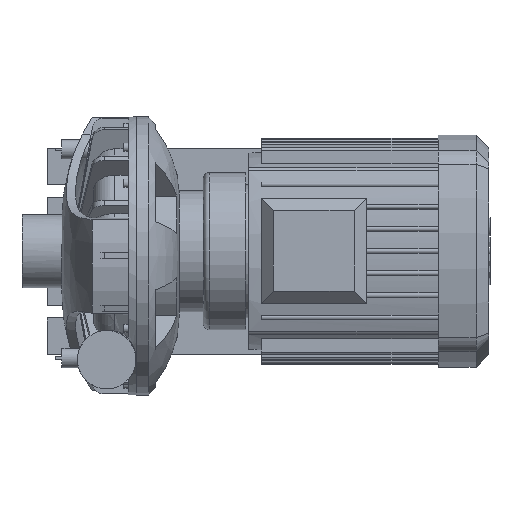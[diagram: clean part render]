
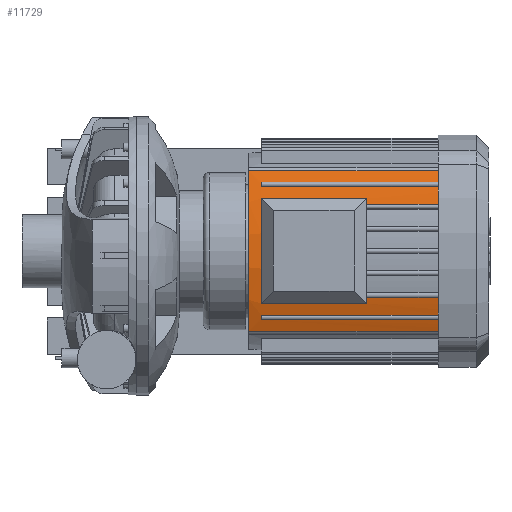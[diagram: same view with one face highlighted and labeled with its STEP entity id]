
A CAD part, top view. The second image highlights one B-rep face of the part: STEP entity #11729.
In plain terms, the highlighted cylindrical face has radius 183.745 mm (diameter 367.49 mm), a partial arc.
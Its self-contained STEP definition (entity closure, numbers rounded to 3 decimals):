
#859=CIRCLE($,#12512,183.745);
#869=CIRCLE($,#12522,183.745);
#895=CIRCLE($,#12591,183.745);
#898=CIRCLE($,#12598,183.745);
#907=CIRCLE($,#12617,183.745);
#950=CIRCLE($,#12690,183.745);
#951=CIRCLE($,#12691,183.745);
#952=CIRCLE($,#12692,183.745);
#953=CIRCLE($,#12693,183.745);
#984=CIRCLE($,#12739,183.745);
#1511=FACE_OUTER_BOUND($,#2227,.T.);
#2227=EDGE_LOOP($,(#10180,#10181,#10182,#10183,#10184,#10185,#10186,#10187,
#10188,#10189,#10190,#10191,#10192,#10193,#10194,#10195,#10196,#10197,#10198,
#10199));
#3036=LINE($,#19694,#4215);
#3052=LINE($,#19748,#4231);
#3058=LINE($,#19759,#4237);
#3131=LINE($,#19962,#4310);
#3136=LINE($,#19977,#4315);
#3140=LINE($,#19986,#4319);
#3144=LINE($,#20000,#4323);
#3174=LINE($,#20091,#4353);
#3263=LINE($,#20415,#4442);
#3264=LINE($,#20417,#4443);
#4215=VECTOR($,#14703,86.85);
#4231=VECTOR($,#14745,86.85);
#4237=VECTOR($,#14755,59.45);
#4310=VECTOR($,#14950,59.45);
#4315=VECTOR($,#14967,146.3);
#4319=VECTOR($,#14973,146.3);
#4323=VECTOR($,#14989,146.3);
#4353=VECTOR($,#15077,146.3);
#4442=VECTOR($,#15420,156.75);
#4443=VECTOR($,#15423,156.75);
#5501=VERTEX_POINT($,#19692);
#5502=VERTEX_POINT($,#19693);
#5505=VERTEX_POINT($,#19701);
#5524=VERTEX_POINT($,#19739);
#5525=VERTEX_POINT($,#19741);
#5527=VERTEX_POINT($,#19747);
#5530=VERTEX_POINT($,#19757);
#5599=VERTEX_POINT($,#19961);
#5602=VERTEX_POINT($,#19975);
#5603=VERTEX_POINT($,#19976);
#5606=VERTEX_POINT($,#19984);
#5607=VERTEX_POINT($,#19985);
#5610=VERTEX_POINT($,#19998);
#5611=VERTEX_POINT($,#19999);
#5635=VERTEX_POINT($,#20062);
#5643=VERTEX_POINT($,#20090);
#5688=VERTEX_POINT($,#20235);
#5689=VERTEX_POINT($,#20240);
#5738=VERTEX_POINT($,#20370);
#5739=VERTEX_POINT($,#20372);
#6925=EDGE_CURVE($,#5501,#5502,#3036,.T.);
#6929=EDGE_CURVE($,#5505,#5501,#859,.T.);
#6949=EDGE_CURVE($,#5525,#5524,#869,.T.);
#6952=EDGE_CURVE($,#5527,#5525,#3052,.T.);
#6958=EDGE_CURVE($,#5524,#5530,#3058,.T.);
#7055=EDGE_CURVE($,#5599,#5505,#3131,.T.);
#7061=EDGE_CURVE($,#5502,#5527,#895,.T.);
#7062=EDGE_CURVE($,#5602,#5603,#3136,.T.);
#7066=EDGE_CURVE($,#5606,#5607,#3140,.T.);
#7072=EDGE_CURVE($,#5603,#5606,#898,.T.);
#7073=EDGE_CURVE($,#5610,#5611,#3144,.T.);
#7103=EDGE_CURVE($,#5611,#5635,#907,.T.);
#7117=EDGE_CURVE($,#5635,#5643,#3174,.T.);
#7194=EDGE_CURVE($,#5688,#5643,#950,.T.);
#7195=EDGE_CURVE($,#5610,#5530,#951,.T.);
#7196=EDGE_CURVE($,#5599,#5607,#952,.T.);
#7197=EDGE_CURVE($,#5602,#5689,#953,.T.);
#7264=EDGE_CURVE($,#5739,#5738,#984,.T.);
#7288=EDGE_CURVE($,#5688,#5739,#3263,.T.);
#7289=EDGE_CURVE($,#5689,#5738,#3264,.T.);
#10180=ORIENTED_EDGE($,*,*,#7061,.T.);
#10181=ORIENTED_EDGE($,*,*,#6952,.T.);
#10182=ORIENTED_EDGE($,*,*,#6949,.T.);
#10183=ORIENTED_EDGE($,*,*,#6958,.T.);
#10184=ORIENTED_EDGE($,*,*,#7195,.F.);
#10185=ORIENTED_EDGE($,*,*,#7073,.T.);
#10186=ORIENTED_EDGE($,*,*,#7103,.T.);
#10187=ORIENTED_EDGE($,*,*,#7117,.T.);
#10188=ORIENTED_EDGE($,*,*,#7194,.F.);
#10189=ORIENTED_EDGE($,*,*,#7288,.T.);
#10190=ORIENTED_EDGE($,*,*,#7264,.T.);
#10191=ORIENTED_EDGE($,*,*,#7289,.F.);
#10192=ORIENTED_EDGE($,*,*,#7197,.F.);
#10193=ORIENTED_EDGE($,*,*,#7062,.T.);
#10194=ORIENTED_EDGE($,*,*,#7072,.T.);
#10195=ORIENTED_EDGE($,*,*,#7066,.T.);
#10196=ORIENTED_EDGE($,*,*,#7196,.F.);
#10197=ORIENTED_EDGE($,*,*,#7055,.T.);
#10198=ORIENTED_EDGE($,*,*,#6929,.T.);
#10199=ORIENTED_EDGE($,*,*,#6925,.T.);
#11241=CYLINDRICAL_SURFACE($,#12756,183.745);
#11729=ADVANCED_FACE($,(#1511),#11241,.T.);
#12512=AXIS2_PLACEMENT_3D($,#19702,#14709,#14710);
#12522=AXIS2_PLACEMENT_3D($,#19742,#14739,#14740);
#12591=AXIS2_PLACEMENT_3D($,#19973,#14963,#14964);
#12598=AXIS2_PLACEMENT_3D($,#19996,#14985,#14986);
#12617=AXIS2_PLACEMENT_3D($,#20063,#15045,#15046);
#12690=AXIS2_PLACEMENT_3D($,#20237,#15239,#15240);
#12691=AXIS2_PLACEMENT_3D($,#20238,#15241,#15242);
#12692=AXIS2_PLACEMENT_3D($,#20239,#15243,#15244);
#12693=AXIS2_PLACEMENT_3D($,#20241,#15245,#15246);
#12739=AXIS2_PLACEMENT_3D($,#20373,#15373,#15374);
#12756=AXIS2_PLACEMENT_3D($,#20416,#15421,#15422);
#14703=DIRECTION($,(-1.,0.,0.));
#14709=DIRECTION('center_axis',(1.,0.,0.));
#14710=DIRECTION('ref_axis',(0.,-0.361,0.933));
#14739=DIRECTION('center_axis',(1.,0.,0.));
#14740=DIRECTION('ref_axis',(0.,-0.361,0.933));
#14745=DIRECTION($,(1.,0.,0.));
#14755=DIRECTION($,(1.,0.,0.));
#14950=DIRECTION($,(-1.,0.,0.));
#14963=DIRECTION('center_axis',(-1.,0.,0.));
#14964=DIRECTION('ref_axis',(0.,-0.361,0.933));
#14967=DIRECTION($,(-1.,0.,0.));
#14973=DIRECTION($,(1.,0.,0.));
#14985=DIRECTION('center_axis',(-1.,0.,0.));
#14986=DIRECTION('ref_axis',(0.,-0.361,0.933));
#14989=DIRECTION($,(-1.,0.,0.));
#15045=DIRECTION('center_axis',(-1.,0.,0.));
#15046=DIRECTION('ref_axis',(0.,-0.361,0.933));
#15077=DIRECTION($,(1.,0.,0.));
#15239=DIRECTION('center_axis',(1.,0.,0.));
#15240=DIRECTION('ref_axis',(0.,-0.361,0.933));
#15241=DIRECTION('center_axis',(1.,0.,0.));
#15242=DIRECTION('ref_axis',(0.,-0.361,0.933));
#15243=DIRECTION('center_axis',(1.,0.,0.));
#15244=DIRECTION('ref_axis',(0.,-0.361,0.933));
#15245=DIRECTION('center_axis',(1.,0.,0.));
#15246=DIRECTION('ref_axis',(0.,-0.361,0.933));
#15373=DIRECTION('center_axis',(1.,0.,0.));
#15374=DIRECTION('ref_axis',(0.,-0.361,0.933));
#15420=DIRECTION($,(-1.,0.,0.));
#15421=DIRECTION('center_axis',(-1.,0.,0.));
#15422=DIRECTION('ref_axis',(0.,-0.361,0.933));
#15423=DIRECTION($,(-1.,0.,0.));
#19692=CARTESIAN_POINT('',(214.75,-43.425,206.295));
#19693=CARTESIAN_POINT('',(127.9,-43.425,206.295));
#19694=CARTESIAN_POINT($,(274.2,-43.425,206.295));
#19701=CARTESIAN_POINT('',(214.75,-38.67,207.385));
#19702=CARTESIAN_POINT('Origin',(214.75,0.,27.755));
#19739=CARTESIAN_POINT('',(214.75,38.67,207.385));
#19741=CARTESIAN_POINT('',(214.75,43.425,206.295));
#19742=CARTESIAN_POINT('Origin',(214.75,0.,27.755));
#19747=CARTESIAN_POINT('',(127.9,43.425,206.295));
#19748=CARTESIAN_POINT($,(274.2,43.425,206.295));
#19757=CARTESIAN_POINT('',(274.2,38.67,207.385));
#19759=CARTESIAN_POINT($,(274.2,38.67,207.385));
#19961=CARTESIAN_POINT('',(274.2,-38.67,207.385));
#19962=CARTESIAN_POINT($,(274.2,-38.67,207.385));
#19973=CARTESIAN_POINT('Origin',(127.9,0.,27.755));
#19975=CARTESIAN_POINT('',(274.2,-57.005,202.434));
#19976=CARTESIAN_POINT('',(127.9,-57.005,202.434));
#19977=CARTESIAN_POINT($,(274.2,-57.005,202.434));
#19984=CARTESIAN_POINT('',(127.9,-53.005,203.689));
#19985=CARTESIAN_POINT('',(274.2,-53.005,203.689));
#19986=CARTESIAN_POINT($,(274.2,-53.005,203.689));
#19996=CARTESIAN_POINT('Origin',(127.9,0.,27.755));
#19998=CARTESIAN_POINT('',(274.2,53.005,203.689));
#19999=CARTESIAN_POINT('',(127.9,53.005,203.689));
#20000=CARTESIAN_POINT($,(274.2,53.005,203.689));
#20062=CARTESIAN_POINT('',(127.9,57.005,202.434));
#20063=CARTESIAN_POINT('Origin',(127.9,0.,27.755));
#20090=CARTESIAN_POINT('',(274.2,57.005,202.434));
#20091=CARTESIAN_POINT($,(274.2,57.005,202.434));
#20235=CARTESIAN_POINT('',(274.2,66.272,199.132));
#20237=CARTESIAN_POINT('Origin',(274.2,0.,27.755));
#20238=CARTESIAN_POINT('Origin',(274.2,0.,27.755));
#20239=CARTESIAN_POINT('Origin',(274.2,0.,27.755));
#20240=CARTESIAN_POINT('',(274.2,-66.272,199.132));
#20241=CARTESIAN_POINT('Origin',(274.2,0.,27.755));
#20370=CARTESIAN_POINT('',(117.45,-66.272,199.132));
#20372=CARTESIAN_POINT('',(117.45,66.272,199.132));
#20373=CARTESIAN_POINT('Origin',(117.45,0.,27.755));
#20415=CARTESIAN_POINT($,(274.2,66.272,199.132));
#20416=CARTESIAN_POINT('Origin',(274.2,0.,27.755));
#20417=CARTESIAN_POINT($,(274.2,-66.272,199.132));
